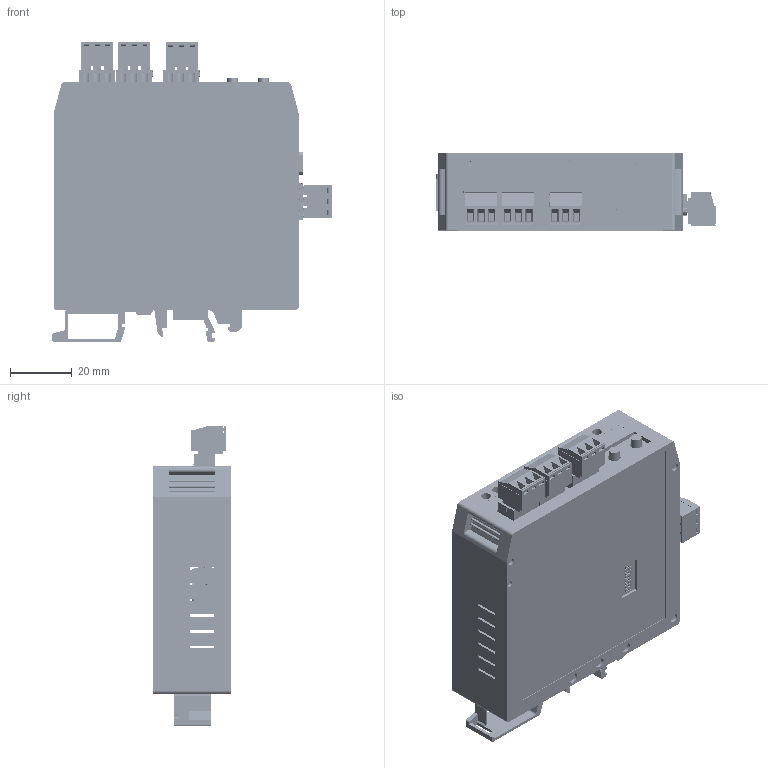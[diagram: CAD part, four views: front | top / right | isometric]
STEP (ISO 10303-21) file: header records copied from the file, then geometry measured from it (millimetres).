
FILE_DESCRIPTION(/* description */ (''),/* implementation_level */ '2;1');
FILE_NAME(/* name */ '383 3k 3k 3K - Z.step',/* time_stamp */ '2023-05-30T16:29:14+02:00',/* author */ (''),/* organization */ (''),/* preprocessor_version */ 'ST-DEVELOPER v19.2',/* originating_system */ 'Autodesk Translation Framework v12.4.0.73',/* authorisation */ '');
FILE_SCHEMA (('AUTOMOTIVE_DESIGN { 1 0 10303 214 3 1 1 }'));
Products named in the file (2): 383  3k 3k 3K - Z; UEGM-SE_5-SO1_H.Select__00540220
Assembly tree (1 placements, depth 2):
  383  3k 3k 3K - Z
    UEGM-SE_5-SO1_H.Select__00540220
Bounding box: 90.24 x 24.94 x 97.3 mm (x, y, z)
Volume: 48159.1 mm3; surface area: 62995.9 mm2
Topology: 31 solids, 155 shells, 6465 faces, 17698 edges, 11593 vertices
Faces by surface type: plane 4310, cylinder 1292, bspline 733, torus 84, cone 42, sphere 4
Full cylindrical faces by diameter (mm): 1.2 x4, 1.3 x12, 1.4 x12, 1.5 x108, 1.65 x24, 2 x4, 2.1 x12, 2.5 x2, 2.6 x4, 2.95 x12, 3 x6, 3.2 x14, 3.5 x22, 4 x2
Entity records: 268500 total; most frequent: CARTESIAN_POINT 107452, ORIENTED_EDGE 35396, DIRECTION 29795, EDGE_CURVE 17698, LINE 12851, VECTOR 12851, VERTEX_POINT 11593, AXIS2_PLACEMENT_3D 8472
